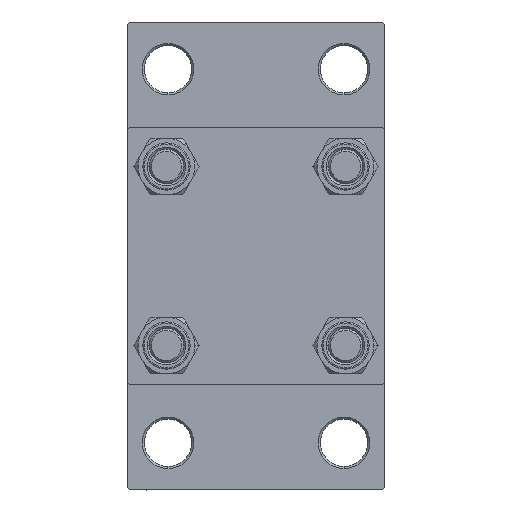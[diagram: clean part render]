
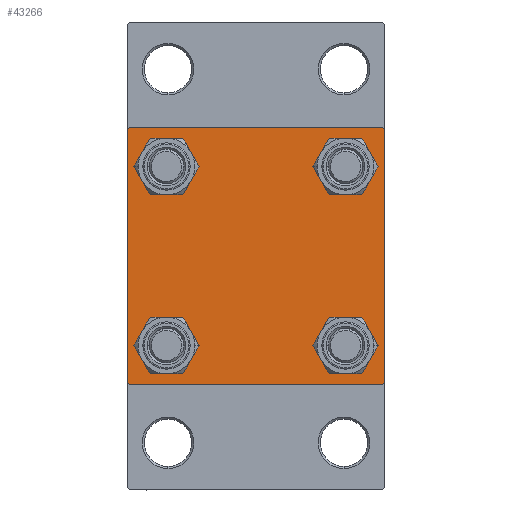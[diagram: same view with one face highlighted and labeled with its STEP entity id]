
A CAD part, left-side view. The second image highlights one B-rep face of the part: STEP entity #43266.
In plain terms, the highlighted planar face has unit normal (-1, 0, 0).
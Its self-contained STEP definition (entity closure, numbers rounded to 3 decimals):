
#857 = EDGE_LOOP ( 'NONE', ( #16193, #28527, #2482, #2971, #35300, #43076, #43119, #11822 ) ) ;
#971 = ORIENTED_EDGE ( 'NONE', *, *, #39119, .T. ) ;
#1536 = VECTOR ( 'NONE', #24643, 1000. ) ;
#1827 = CARTESIAN_POINT ( 'NONE',  ( 0., 20.85, -16.35 ) ) ;
#2092 = ORIENTED_EDGE ( 'NONE', *, *, #13147, .T. ) ;
#2482 = ORIENTED_EDGE ( 'NONE', *, *, #31866, .T. ) ;
#2971 = ORIENTED_EDGE ( 'NONE', *, *, #27870, .T. ) ;
#3145 = VERTEX_POINT ( 'NONE', #6700 ) ;
#3436 = VERTEX_POINT ( 'NONE', #11615 ) ;
#3867 = CARTESIAN_POINT ( 'NONE',  ( 0., -20.85, -16.35 ) ) ;
#4043 = EDGE_LOOP ( 'NONE', ( #2092, #41110 ) ) ;
#4183 = VERTEX_POINT ( 'NONE', #10962 ) ;
#5596 = EDGE_CURVE ( 'NONE', #39928, #21834, #47270, .T. ) ;
#6608 = LINE ( 'NONE', #21026, #1536 ) ;
#6681 = CARTESIAN_POINT ( 'NONE',  ( 0., 20.85, 16.35 ) ) ;
#6700 = CARTESIAN_POINT ( 'NONE',  ( 0., -29.5, 30. ) ) ;
#7096 = VERTEX_POINT ( 'NONE', #3867 ) ;
#7405 = VERTEX_POINT ( 'NONE', #22789 ) ;
#7572 = VERTEX_POINT ( 'NONE', #19644 ) ;
#8838 = CARTESIAN_POINT ( 'NONE',  ( 0., -30., 30. ) ) ;
#9198 = VECTOR ( 'NONE', #9230, 1000. ) ;
#9210 = VERTEX_POINT ( 'NONE', #30781 ) ;
#9230 = DIRECTION ( 'NONE',  ( 0., 0., -1. ) ) ;
#9675 = DIRECTION ( 'NONE',  ( 0., -0.707, -0.707 ) ) ;
#9697 = CIRCLE ( 'NONE', #36595, 4.5 ) ;
#10690 = DIRECTION ( 'NONE',  ( 1., 0., 0. ) ) ;
#10933 = CARTESIAN_POINT ( 'NONE',  ( 0., -20.85, 20.85 ) ) ;
#10962 = CARTESIAN_POINT ( 'NONE',  ( 0., -30., -29.5 ) ) ;
#11112 = CIRCLE ( 'NONE', #45654, 4.5 ) ;
#11142 = EDGE_CURVE ( 'NONE', #18033, #4183, #27365, .T. ) ;
#11358 = CARTESIAN_POINT ( 'NONE',  ( 0., -29.75, -29.75 ) ) ;
#11615 = CARTESIAN_POINT ( 'NONE',  ( 0., 20.85, 25.35 ) ) ;
#11822 = ORIENTED_EDGE ( 'NONE', *, *, #35249, .T. ) ;
#11855 = DIRECTION ( 'NONE',  ( 0., 0., 1. ) ) ;
#12201 = CIRCLE ( 'NONE', #12937, 4.5 ) ;
#12355 = CARTESIAN_POINT ( 'NONE',  ( 0., 29.75, -29.75 ) ) ;
#12937 = AXIS2_PLACEMENT_3D ( 'NONE', #40384, #32944, #25480 ) ;
#13147 = EDGE_CURVE ( 'NONE', #7096, #7572, #12201, .T. ) ;
#13280 = LINE ( 'NONE', #12355, #37100 ) ;
#13344 = EDGE_CURVE ( 'NONE', #27493, #35205, #39842, .T. ) ;
#13870 = CARTESIAN_POINT ( 'NONE',  ( 0., -20.85, 25.35 ) ) ;
#14418 = VECTOR ( 'NONE', #46101, 1000. ) ;
#14691 = CARTESIAN_POINT ( 'NONE',  ( 0., 20.85, -20.85 ) ) ;
#14702 = FACE_BOUND ( 'NONE', #4043, .T. ) ;
#15166 = PLANE ( 'NONE',  #45849 ) ;
#15411 = FACE_OUTER_BOUND ( 'NONE', #857, .T. ) ;
#16021 = DIRECTION ( 'NONE',  ( 1., 0., 0. ) ) ;
#16141 = CARTESIAN_POINT ( 'NONE',  ( 0., -20.85, 16.35 ) ) ;
#16193 = ORIENTED_EDGE ( 'NONE', *, *, #19368, .T. ) ;
#17759 = CARTESIAN_POINT ( 'NONE',  ( 0., -20.85, -20.85 ) ) ;
#18033 = VERTEX_POINT ( 'NONE', #44872 ) ;
#18354 = EDGE_CURVE ( 'NONE', #28645, #3145, #6608, .T. ) ;
#18774 = DIRECTION ( 'NONE',  ( 0., 0., 1. ) ) ;
#19028 = CIRCLE ( 'NONE', #34438, 4.5 ) ;
#19041 = LINE ( 'NONE', #11358, #33311 ) ;
#19177 = EDGE_LOOP ( 'NONE', ( #22076, #33830 ) ) ;
#19368 = EDGE_CURVE ( 'NONE', #7405, #22264, #27052, .T. ) ;
#19422 = DIRECTION ( 'NONE',  ( 1., 0., 0. ) ) ;
#19567 = DIRECTION ( 'NONE',  ( 0., 0., 1. ) ) ;
#19644 = CARTESIAN_POINT ( 'NONE',  ( 0., -20.85, -25.35 ) ) ;
#19878 = AXIS2_PLACEMENT_3D ( 'NONE', #21521, #10690, #25128 ) ;
#20669 = EDGE_CURVE ( 'NONE', #18033, #3145, #35623, .T. ) ;
#21026 = CARTESIAN_POINT ( 'NONE',  ( 0., 30., 30. ) ) ;
#21521 = CARTESIAN_POINT ( 'NONE',  ( 0., 20.85, -20.85 ) ) ;
#21834 = VERTEX_POINT ( 'NONE', #16141 ) ;
#22017 = CARTESIAN_POINT ( 'NONE',  ( 0., 29.5, 30. ) ) ;
#22076 = ORIENTED_EDGE ( 'NONE', *, *, #45233, .T. ) ;
#22264 = VERTEX_POINT ( 'NONE', #31468 ) ;
#22789 = CARTESIAN_POINT ( 'NONE',  ( 0., 30., 29.5 ) ) ;
#23248 = CARTESIAN_POINT ( 'NONE',  ( 0., 20.85, 20.85 ) ) ;
#24267 = ORIENTED_EDGE ( 'NONE', *, *, #13344, .T. ) ;
#24330 = CARTESIAN_POINT ( 'NONE',  ( 0., -29.75, 29.75 ) ) ;
#24643 = DIRECTION ( 'NONE',  ( 0., -1., 0. ) ) ;
#24695 = EDGE_CURVE ( 'NONE', #22264, #9210, #13280, .T. ) ;
#24700 = ORIENTED_EDGE ( 'NONE', *, *, #39374, .T. ) ;
#24947 = VERTEX_POINT ( 'NONE', #41406 ) ;
#25056 = DIRECTION ( 'NONE',  ( 1., 0., 0. ) ) ;
#25128 = DIRECTION ( 'NONE',  ( 0., 0., 1. ) ) ;
#25480 = DIRECTION ( 'NONE',  ( 0., 0., 1. ) ) ;
#25606 = DIRECTION ( 'NONE',  ( 1., 0., 0. ) ) ;
#25876 = AXIS2_PLACEMENT_3D ( 'NONE', #27021, #44563, #11855 ) ;
#26996 = DIRECTION ( 'NONE',  ( 0., -0.707, 0.707 ) ) ;
#27021 = CARTESIAN_POINT ( 'NONE',  ( 0., -20.85, 20.85 ) ) ;
#27052 = LINE ( 'NONE', #30667, #9198 ) ;
#27365 = LINE ( 'NONE', #8838, #14418 ) ;
#27493 = VERTEX_POINT ( 'NONE', #1827 ) ;
#27870 = EDGE_CURVE ( 'NONE', #24947, #4183, #19041, .T. ) ;
#28181 = AXIS2_PLACEMENT_3D ( 'NONE', #14691, #25056, #36353 ) ;
#28527 = ORIENTED_EDGE ( 'NONE', *, *, #24695, .T. ) ;
#28645 = VERTEX_POINT ( 'NONE', #22017 ) ;
#28846 = DIRECTION ( 'NONE',  ( 0., 0., 1. ) ) ;
#29865 = FACE_BOUND ( 'NONE', #31752, .T. ) ;
#30316 = ORIENTED_EDGE ( 'NONE', *, *, #5596, .T. ) ;
#30667 = CARTESIAN_POINT ( 'NONE',  ( 0., 30., 30. ) ) ;
#30781 = CARTESIAN_POINT ( 'NONE',  ( 0., 29.5, -30. ) ) ;
#31468 = CARTESIAN_POINT ( 'NONE',  ( 0., 30., -29.5 ) ) ;
#31752 = EDGE_LOOP ( 'NONE', ( #24267, #24700 ) ) ;
#31866 = EDGE_CURVE ( 'NONE', #9210, #24947, #40104, .T. ) ;
#32157 = CARTESIAN_POINT ( 'NONE',  ( 0., 29.75, 29.75 ) ) ;
#32446 = DIRECTION ( 'NONE',  ( 1., 0., 0. ) ) ;
#32944 = DIRECTION ( 'NONE',  ( 1., 0., 0. ) ) ;
#33237 = DIRECTION ( 'NONE',  ( -1., 0., 0. ) ) ;
#33311 = VECTOR ( 'NONE', #26996, 1000. ) ;
#33606 = CARTESIAN_POINT ( 'NONE',  ( 0., 30., -30. ) ) ;
#33716 = CARTESIAN_POINT ( 'NONE',  ( 0., 0., 0. ) ) ;
#33830 = ORIENTED_EDGE ( 'NONE', *, *, #34128, .T. ) ;
#33835 = VECTOR ( 'NONE', #35394, 1000. ) ;
#34101 = VECTOR ( 'NONE', #36250, 1000. ) ;
#34112 = DIRECTION ( 'NONE',  ( 0., 0., 1. ) ) ;
#34128 = EDGE_CURVE ( 'NONE', #36071, #3436, #11112, .T. ) ;
#34185 = FACE_BOUND ( 'NONE', #35243, .T. ) ;
#34438 = AXIS2_PLACEMENT_3D ( 'NONE', #23248, #16021, #37908 ) ;
#35077 = CIRCLE ( 'NONE', #28181, 4.5 ) ;
#35205 = VERTEX_POINT ( 'NONE', #47523 ) ;
#35243 = EDGE_LOOP ( 'NONE', ( #30316, #971 ) ) ;
#35249 = EDGE_CURVE ( 'NONE', #28645, #7405, #43205, .T. ) ;
#35300 = ORIENTED_EDGE ( 'NONE', *, *, #11142, .F. ) ;
#35394 = DIRECTION ( 'NONE',  ( 0., 0.707, 0.707 ) ) ;
#35623 = LINE ( 'NONE', #24330, #33835 ) ;
#36071 = VERTEX_POINT ( 'NONE', #6681 ) ;
#36250 = DIRECTION ( 'NONE',  ( 0., -1., 0. ) ) ;
#36353 = DIRECTION ( 'NONE',  ( 0., 0., 1. ) ) ;
#36595 = AXIS2_PLACEMENT_3D ( 'NONE', #17759, #32446, #28846 ) ;
#37100 = VECTOR ( 'NONE', #9675, 1000. ) ;
#37711 = CARTESIAN_POINT ( 'NONE',  ( 0., 20.85, 20.85 ) ) ;
#37908 = DIRECTION ( 'NONE',  ( 0., 0., 1. ) ) ;
#38587 = EDGE_CURVE ( 'NONE', #7572, #7096, #9697, .T. ) ;
#39119 = EDGE_CURVE ( 'NONE', #21834, #39928, #47356, .T. ) ;
#39374 = EDGE_CURVE ( 'NONE', #35205, #27493, #35077, .T. ) ;
#39606 = DIRECTION ( 'NONE',  ( 0., 0.707, -0.707 ) ) ;
#39842 = CIRCLE ( 'NONE', #19878, 4.5 ) ;
#39928 = VERTEX_POINT ( 'NONE', #13870 ) ;
#40104 = LINE ( 'NONE', #33606, #34101 ) ;
#40354 = AXIS2_PLACEMENT_3D ( 'NONE', #10933, #25606, #19567 ) ;
#40384 = CARTESIAN_POINT ( 'NONE',  ( 0., -20.85, -20.85 ) ) ;
#41110 = ORIENTED_EDGE ( 'NONE', *, *, #38587, .T. ) ;
#41406 = CARTESIAN_POINT ( 'NONE',  ( 0., -29.5, -30. ) ) ;
#43076 = ORIENTED_EDGE ( 'NONE', *, *, #20669, .T. ) ;
#43119 = ORIENTED_EDGE ( 'NONE', *, *, #18354, .F. ) ;
#43205 = LINE ( 'NONE', #32157, #47220 ) ;
#43266 = ADVANCED_FACE ( 'NONE', ( #34185, #14702, #29865, #44514, #15411 ), #15166, .T. ) ;
#44514 = FACE_BOUND ( 'NONE', #19177, .T. ) ;
#44563 = DIRECTION ( 'NONE',  ( 1., 0., 0. ) ) ;
#44872 = CARTESIAN_POINT ( 'NONE',  ( 0., -30., 29.5 ) ) ;
#45233 = EDGE_CURVE ( 'NONE', #3436, #36071, #19028, .T. ) ;
#45654 = AXIS2_PLACEMENT_3D ( 'NONE', #37711, #19422, #34112 ) ;
#45849 = AXIS2_PLACEMENT_3D ( 'NONE', #33716, #33237, #18774 ) ;
#46101 = DIRECTION ( 'NONE',  ( 0., 0., -1. ) ) ;
#47220 = VECTOR ( 'NONE', #39606, 1000. ) ;
#47270 = CIRCLE ( 'NONE', #40354, 4.5 ) ;
#47356 = CIRCLE ( 'NONE', #25876, 4.5 ) ;
#47523 = CARTESIAN_POINT ( 'NONE',  ( 0., 20.85, -25.35 ) ) ;
